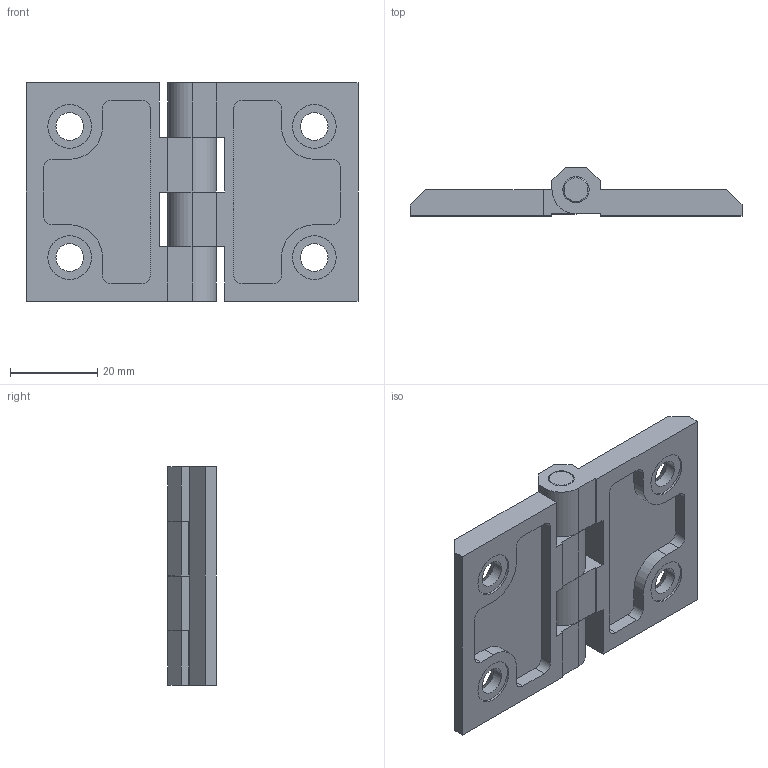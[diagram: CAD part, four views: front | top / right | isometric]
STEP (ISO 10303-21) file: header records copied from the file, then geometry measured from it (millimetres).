
FILE_DESCRIPTION (( 'STEP AP214' ), '1' );
FILE_NAME ('5BTKB005', '2019-01-28T15:39:14', ( '' ), ('JUGARD+KÜNSTNER GmbH'), 'SwSTEP 2.0', 'SolidWorks 2017', '' );
FILE_SCHEMA (( 'AUTOMOTIVE_DESIGN' ));
Length unit declared in the file: millimetre
Products named in the file (3): 5BTKB005; Part1; Part2
Assembly tree (3 placements, depth 2):
  5BTKB005
    Part1  x2
    Part2
Bounding box: 76 x 11 x 50 mm (x, y, z)
Volume: 17874.1 mm3; surface area: 12792 mm2
Topology: 3 solids, 3 shells, 136 faces, 368 edges, 244 vertices
Faces by surface type: plane 74, cylinder 50, cone 12
Entity records: 3173 total; most frequent: DIRECTION 411, CARTESIAN_POINT 395, ORIENTED_EDGE 382, EDGE_CURVE 191, AXIS2_PLACEMENT_3D 142, LINE 127, VECTOR 127, VERTEX_POINT 126
